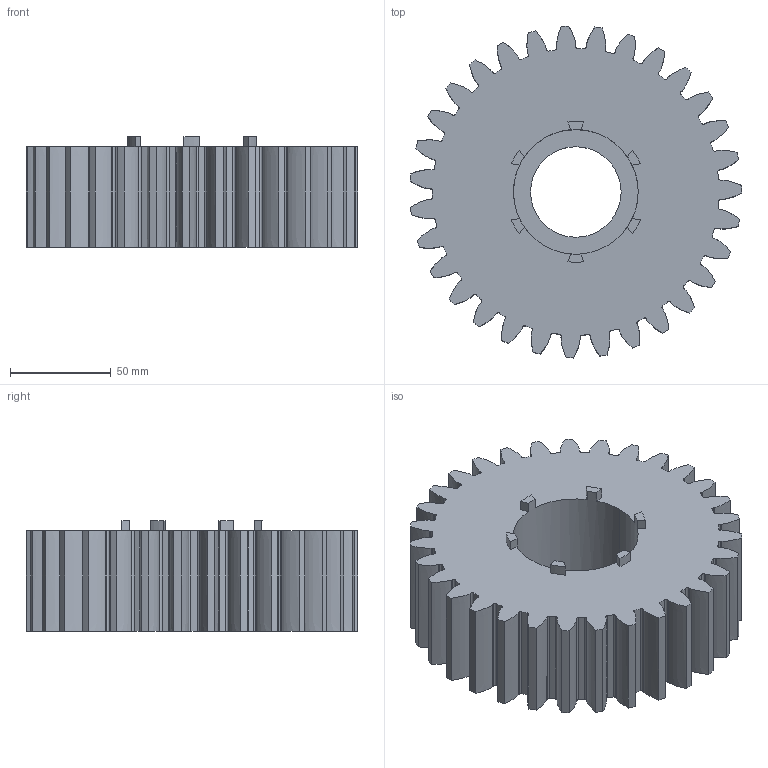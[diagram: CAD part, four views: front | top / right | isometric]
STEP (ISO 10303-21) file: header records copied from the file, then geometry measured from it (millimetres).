
FILE_DESCRIPTION(('CATIA V5 STEP Exchange'),'2;1');
FILE_NAME('2_driven_Gear.stp','2020-06-25T14:06:49+00:00',('none'),('none'),'CATIA Version 5 Release 21 GA (IN-10)','CATIA V5 STEP AP203','none');
FILE_SCHEMA(('CONFIG_CONTROL_DESIGN'));
Length unit declared in the file: millimetre
Products named in the file (1): Parametric Gear
Bounding box: 164.83 x 164.92 x 55 mm (x, y, z)
Volume: 788939.2 mm3; surface area: 93398.3 mm2
Topology: 1 solids, 1 shells, 279 faces, 828 edges, 552 vertices
Faces by surface type: cylinder 134, plane 83, extrusion 62
Entity records: 15105 total; most frequent: CARTESIAN_POINT 8101, ORIENTED_EDGE 1656, DIRECTION 1062, EDGE_CURVE 828, VERTEX_POINT 552, VECTOR 486, AXIS2_PLACEMENT_3D 429, LINE 424
